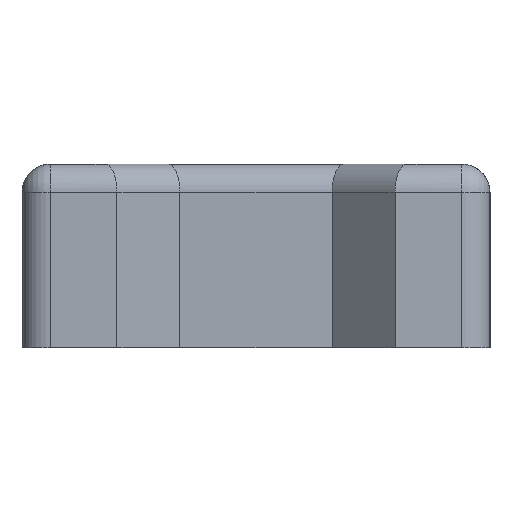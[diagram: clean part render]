
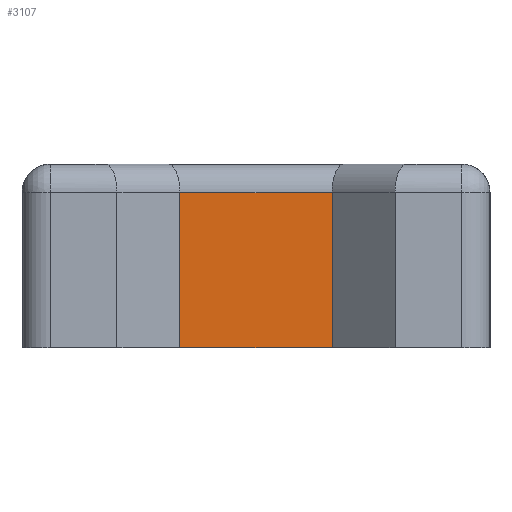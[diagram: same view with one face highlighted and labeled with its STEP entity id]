
A CAD part, left-side view. The second image highlights one B-rep face of the part: STEP entity #3107.
In plain terms, the highlighted planar face has unit normal (-1, 0, 0).
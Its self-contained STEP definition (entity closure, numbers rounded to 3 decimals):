
#147=PLANE('',#3349);
#353=FACE_OUTER_BOUND('',#569,.T.);
#569=EDGE_LOOP('',(#2725,#2726,#2727,#2728));
#872=LINE('',#25179,#1106);
#1036=LINE('',#25578,#1270);
#1038=LINE('',#25582,#1272);
#1039=LINE('',#25583,#1273);
#1106=VECTOR('',#3674,1000.);
#1270=VECTOR('',#4034,1000.);
#1272=VECTOR('',#4038,1000.);
#1273=VECTOR('',#4039,1000.);
#1423=VERTEX_POINT('',#25176);
#1424=VERTEX_POINT('',#25178);
#1561=VERTEX_POINT('',#25577);
#1562=VERTEX_POINT('',#25581);
#1771=EDGE_CURVE('',#1423,#1424,#872,.T.);
#1964=EDGE_CURVE('',#1561,#1424,#1036,.T.);
#1966=EDGE_CURVE('',#1562,#1423,#1038,.T.);
#1967=EDGE_CURVE('',#1562,#1561,#1039,.T.);
#2725=ORIENTED_EDGE('',*,*,#1966,.F.);
#2726=ORIENTED_EDGE('',*,*,#1967,.T.);
#2727=ORIENTED_EDGE('',*,*,#1964,.T.);
#2728=ORIENTED_EDGE('',*,*,#1771,.F.);
#3107=ADVANCED_FACE('',(#353),#147,.T.);
#3349=AXIS2_PLACEMENT_3D('',#25580,#4036,#4037);
#3674=DIRECTION('',(0.,1.,0.));
#4034=DIRECTION('',(0.,0.,-1.));
#4036=DIRECTION('center_axis',(-1.,0.,0.));
#4037=DIRECTION('ref_axis',(0.,-1.,0.));
#4038=DIRECTION('',(0.,0.,-1.));
#4039=DIRECTION('',(0.,1.,0.));
#25176=CARTESIAN_POINT('',(2.915,-139.962,1.7));
#25178=CARTESIAN_POINT('',(2.915,-129.283,1.7));
#25179=CARTESIAN_POINT('',(2.915,-139.962,1.7));
#25577=CARTESIAN_POINT('',(2.915,-129.283,12.6));
#25578=CARTESIAN_POINT('',(2.915,-129.283,14.885));
#25580=CARTESIAN_POINT('Origin',(2.915,-139.962,14.885));
#25581=CARTESIAN_POINT('',(2.915,-139.962,12.6));
#25582=CARTESIAN_POINT('',(2.915,-139.962,14.885));
#25583=CARTESIAN_POINT('',(2.915,-139.962,12.6));
